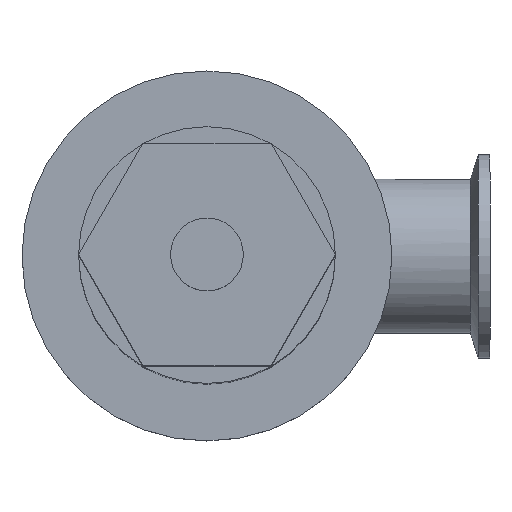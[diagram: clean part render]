
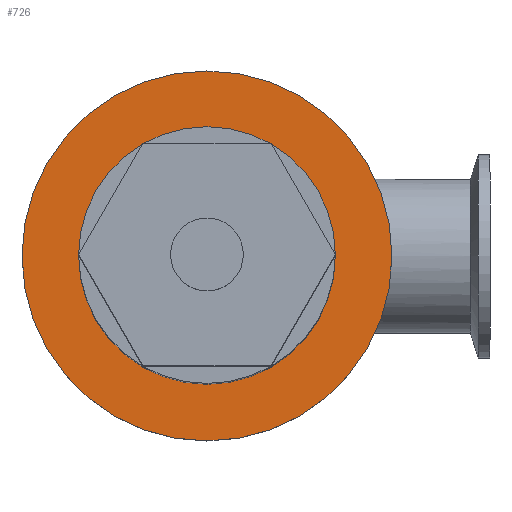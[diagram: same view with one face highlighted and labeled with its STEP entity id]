
A CAD part, top view. The second image highlights one B-rep face of the part: STEP entity #726.
In plain terms, the highlighted planar face has unit normal (0, 0, 1).
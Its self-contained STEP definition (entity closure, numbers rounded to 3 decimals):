
#38=FACE_BOUND('',#159,.T.);
#61=CIRCLE('',#813,31.75);
#62=CIRCLE('',#815,45.75);
#106=FACE_OUTER_BOUND('',#158,.T.);
#158=EDGE_LOOP('',(#601));
#159=EDGE_LOOP('',(#602));
#345=VERTEX_POINT('',#1211);
#346=VERTEX_POINT('',#1215);
#432=EDGE_CURVE('',#345,#345,#61,.T.);
#434=EDGE_CURVE('',#346,#346,#62,.T.);
#601=ORIENTED_EDGE('',*,*,#434,.F.);
#602=ORIENTED_EDGE('',*,*,#432,.T.);
#689=PLANE('',#814);
#726=ADVANCED_FACE('',(#106,#38),#689,.T.);
#813=AXIS2_PLACEMENT_3D('',#1212,#996,#997);
#814=AXIS2_PLACEMENT_3D('',#1214,#999,#1000);
#815=AXIS2_PLACEMENT_3D('',#1216,#1001,#1002);
#996=DIRECTION('center_axis',(0.,0.,-1.));
#997=DIRECTION('ref_axis',(-1.,0.,0.));
#999=DIRECTION('center_axis',(0.,0.,1.));
#1000=DIRECTION('ref_axis',(1.,0.,0.));
#1001=DIRECTION('center_axis',(0.,0.,-1.));
#1002=DIRECTION('ref_axis',(-1.,0.,0.));
#1211=CARTESIAN_POINT('',(31.75,0.,38.6));
#1212=CARTESIAN_POINT('Origin',(0.,0.,38.6));
#1214=CARTESIAN_POINT('Origin',(-38.75,0.,38.6));
#1215=CARTESIAN_POINT('',(45.75,0.,38.6));
#1216=CARTESIAN_POINT('Origin',(0.,0.,38.6));
